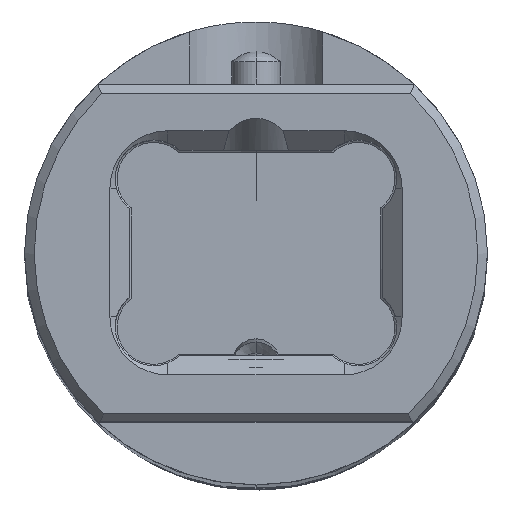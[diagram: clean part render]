
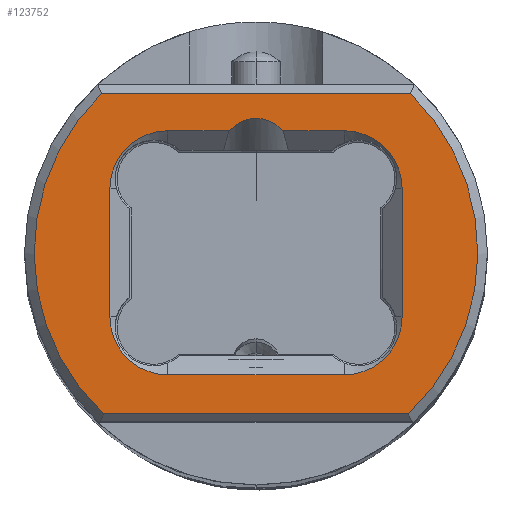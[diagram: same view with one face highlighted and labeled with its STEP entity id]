
A CAD part, top view. The second image highlights one B-rep face of the part: STEP entity #123752.
In plain terms, the highlighted planar face has unit normal (0, 0, 1).
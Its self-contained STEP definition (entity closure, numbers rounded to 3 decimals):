
#31645=DIRECTION('',(0.,-1.,0.));
#31646=VECTOR('',#31645,13.3);
#31647=CARTESIAN_POINT('',(15.15,6.65,247.5));
#31648=LINE('',#31647,#31646);
#31705=CARTESIAN_POINT('',(-2.782,12.65,247.5));
#31706=CARTESIAN_POINT('',(-2.55,12.909,247.5));
#31707=CARTESIAN_POINT('',(-2.086,13.308,247.5));
#31708=CARTESIAN_POINT('',(-1.159,13.816,247.5));
#31709=CARTESIAN_POINT('',(0.,14.039,247.5));
#31710=CARTESIAN_POINT('',(1.159,13.816,247.5));
#31711=CARTESIAN_POINT('',(2.086,13.308,247.5));
#31712=CARTESIAN_POINT('',(2.55,12.909,247.5));
#31713=CARTESIAN_POINT('',(2.782,12.65,247.5));
#31715=CARTESIAN_POINT('',(2.782,12.65,247.5));
#31739=CARTESIAN_POINT('',(0.,0.,247.5));
#31740=DIRECTION('',(0.,0.,-1.));
#31741=DIRECTION('',(0.697,0.717,0.));
#31742=AXIS2_PLACEMENT_3D('',#31739,#31740,#31741);
#31744=DIRECTION('',(-1.,0.,0.));
#31745=VECTOR('',#31744,31.63);
#31746=CARTESIAN_POINT('',(15.815,-16.7,247.5));
#31747=LINE('',#31746,#31745);
#31748=CARTESIAN_POINT('',(0.,0.,247.5));
#31749=DIRECTION('',(0.,0.,-1.));
#31750=DIRECTION('',(-0.688,-0.726,0.));
#31751=AXIS2_PLACEMENT_3D('',#31748,#31749,#31750);
#31753=DIRECTION('',(1.,0.,0.));
#31754=VECTOR('',#31753,32.047);
#31755=CARTESIAN_POINT('',(-16.023,16.5,247.5));
#31756=LINE('',#31755,#31754);
#31757=CARTESIAN_POINT('',(-9.15,-6.65,247.5));
#31758=DIRECTION('',(0.,0.,1.));
#31759=DIRECTION('',(-1.,0.,0.));
#31760=AXIS2_PLACEMENT_3D('',#31757,#31758,#31759);
#31762=CARTESIAN_POINT('',(9.15,-6.65,247.5));
#31763=DIRECTION('',(0.,0.,1.));
#31764=DIRECTION('',(0.,-1.,0.));
#31765=AXIS2_PLACEMENT_3D('',#31762,#31763,#31764);
#31767=CARTESIAN_POINT('',(9.15,6.65,247.5));
#31768=DIRECTION('',(0.,0.,1.));
#31769=DIRECTION('',(1.,0.,0.));
#31770=AXIS2_PLACEMENT_3D('',#31767,#31768,#31769);
#31772=DIRECTION('',(-1.,0.,0.));
#31773=VECTOR('',#31772,6.368);
#31774=CARTESIAN_POINT('',(9.15,12.65,247.5));
#31775=LINE('',#31774,#31773);
#31776=CARTESIAN_POINT('',(-9.15,6.65,247.5));
#31777=DIRECTION('',(0.,0.,1.));
#31778=DIRECTION('',(0.,1.,0.));
#31779=AXIS2_PLACEMENT_3D('',#31776,#31777,#31778);
#35621=DIRECTION('',(-1.,0.,0.));
#35622=VECTOR('',#35621,18.3);
#35623=CARTESIAN_POINT('',(9.15,-12.65,247.5));
#35624=LINE('',#35623,#35622);
#35656=DIRECTION('',(0.,1.,0.));
#35657=VECTOR('',#35656,13.3);
#35658=CARTESIAN_POINT('',(-15.15,-6.65,247.5));
#35659=LINE('',#35658,#35657);
#35672=DIRECTION('',(1.,0.,0.));
#35673=VECTOR('',#35672,6.368);
#35674=CARTESIAN_POINT('',(-9.15,12.65,247.5));
#35675=LINE('',#35674,#35673);
#49485=CARTESIAN_POINT('',(15.15,6.65,247.5));
#49486=VERTEX_POINT('',#49485);
#49487=CARTESIAN_POINT('',(15.15,-6.65,247.5));
#49488=VERTEX_POINT('',#49487);
#49489=CARTESIAN_POINT('',(9.15,12.65,247.5));
#49490=VERTEX_POINT('',#49489);
#49491=VERTEX_POINT('',#31715);
#49492=VERTEX_POINT('',#31705);
#49493=CARTESIAN_POINT('',(16.023,16.5,247.5));
#49494=CARTESIAN_POINT('',(15.815,-16.7,247.5));
#49495=VERTEX_POINT('',#49493);
#49496=VERTEX_POINT('',#49494);
#49497=CARTESIAN_POINT('',(-15.815,-16.7,247.5));
#49498=VERTEX_POINT('',#49497);
#49499=CARTESIAN_POINT('',(-16.023,16.5,247.5));
#49500=VERTEX_POINT('',#49499);
#49501=CARTESIAN_POINT('',(-15.15,-6.65,247.5));
#49502=CARTESIAN_POINT('',(-9.15,-12.65,247.5));
#49503=VERTEX_POINT('',#49501);
#49504=VERTEX_POINT('',#49502);
#49505=CARTESIAN_POINT('',(9.15,-12.65,247.5));
#49506=VERTEX_POINT('',#49505);
#49507=CARTESIAN_POINT('',(-9.15,12.65,247.5));
#49508=VERTEX_POINT('',#49507);
#49509=CARTESIAN_POINT('',(-15.15,6.65,247.5));
#49510=VERTEX_POINT('',#49509);
#123719=CARTESIAN_POINT('',(0.,0.,247.5));
#123720=DIRECTION('',(0.,0.,1.));
#123721=DIRECTION('',(0.,1.,0.));
#123722=AXIS2_PLACEMENT_3D('',#123719,#123720,#123721);
#123723=PLANE('',#123722);
#123725=ORIENTED_EDGE('',*,*,#123724,.T.);
#123727=ORIENTED_EDGE('',*,*,#123726,.T.);
#123729=ORIENTED_EDGE('',*,*,#123728,.T.);
#123731=ORIENTED_EDGE('',*,*,#123730,.T.);
#123732=EDGE_LOOP('',(#123725,#123727,#123729,#123731));
#123733=FACE_OUTER_BOUND('',#123732,.F.);
#123735=ORIENTED_EDGE('',*,*,#123734,.T.);
#123737=ORIENTED_EDGE('',*,*,#123736,.F.);
#123739=ORIENTED_EDGE('',*,*,#123738,.T.);
#123740=ORIENTED_EDGE('',*,*,#123638,.F.);
#123741=ORIENTED_EDGE('',*,*,#123662,.T.);
#123742=ORIENTED_EDGE('',*,*,#123683,.T.);
#123743=ORIENTED_EDGE('',*,*,#123703,.F.);
#123745=ORIENTED_EDGE('',*,*,#123744,.F.);
#123747=ORIENTED_EDGE('',*,*,#123746,.T.);
#123749=ORIENTED_EDGE('',*,*,#123748,.F.);
#123750=EDGE_LOOP('',(#123735,#123737,#123739,#123740,#123741,#123742,#123743,
#123745,#123747,#123749));
#123751=FACE_BOUND('',#123750,.F.);
#123752=ADVANCED_FACE('',(#123733,#123751),#123723,.T.);
#31714=B_SPLINE_CURVE_WITH_KNOTS('',3,(#31705,#31706,#31707,#31708,#31709,
#31710,#31711,#31712,#31713),.UNSPECIFIED.,.F.,.F.,(4,1,1,1,1,1,4),(0.,
0.125,0.25,0.5,0.75,0.875,1.),.UNSPECIFIED.);
#31743=CIRCLE('',#31742,23.);
#31752=CIRCLE('',#31751,23.);
#31761=CIRCLE('',#31760,6.);
#31766=CIRCLE('',#31765,6.);
#31771=CIRCLE('',#31770,6.);
#31780=CIRCLE('',#31779,6.);
#123638=EDGE_CURVE('',#49486,#49488,#31648,.T.);
#123662=EDGE_CURVE('',#49486,#49490,#31771,.T.);
#123683=EDGE_CURVE('',#49490,#49491,#31775,.T.);
#123703=EDGE_CURVE('',#49492,#49491,#31714,.T.);
#123724=EDGE_CURVE('',#49495,#49496,#31743,.T.);
#123726=EDGE_CURVE('',#49496,#49498,#31747,.T.);
#123728=EDGE_CURVE('',#49498,#49500,#31752,.T.);
#123730=EDGE_CURVE('',#49500,#49495,#31756,.T.);
#123734=EDGE_CURVE('',#49503,#49504,#31761,.T.);
#123736=EDGE_CURVE('',#49506,#49504,#35624,.T.);
#123738=EDGE_CURVE('',#49506,#49488,#31766,.T.);
#123744=EDGE_CURVE('',#49508,#49492,#35675,.T.);
#123746=EDGE_CURVE('',#49508,#49510,#31780,.T.);
#123748=EDGE_CURVE('',#49503,#49510,#35659,.T.);
